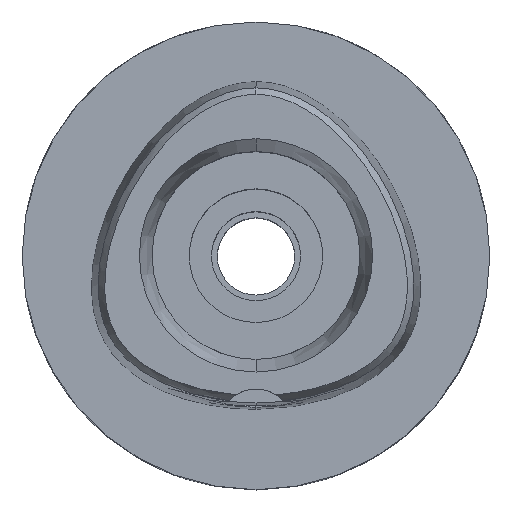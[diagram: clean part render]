
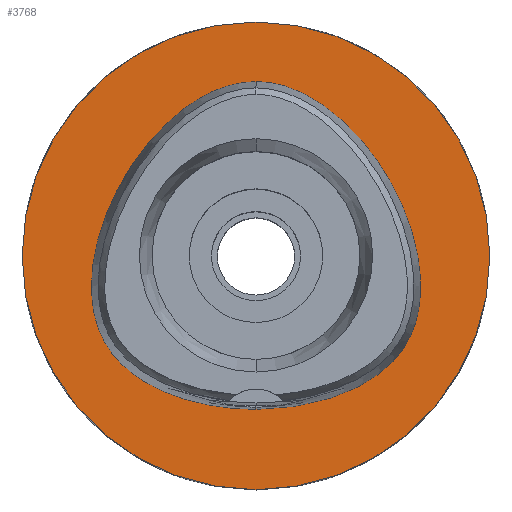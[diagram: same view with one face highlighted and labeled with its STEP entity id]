
A CAD part, top view. The second image highlights one B-rep face of the part: STEP entity #3768.
In plain terms, the highlighted planar face has unit normal (0, 0, 1).
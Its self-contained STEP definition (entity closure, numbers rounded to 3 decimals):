
#7 = VERTEX_POINT ( 'NONE', #3811 ) ;
#34 = CARTESIAN_POINT ( 'NONE',  ( -16.959, -15.678, 0. ) ) ;
#111 = CARTESIAN_POINT ( 'NONE',  ( -20.35, -11.749, 0. ) ) ;
#113 = DIRECTION ( 'NONE',  ( 0., 0., -1. ) ) ;
#119 = B_SPLINE_CURVE_WITH_KNOTS ( 'NONE', 3,
 ( #2642, #2214, #3771, #260, #1827, #3382, #4948, #1449, #4175, #671, #4971, #4197, #694, #2238, #1470, #3797, #2259, #282, #1849, #4588, #3818, #4998, #3055 ),
 .UNSPECIFIED., .F., .F.,
 ( 4, 1, 1, 1, 1, 1, 1, 1, 1, 1, 1, 1, 1, 1, 1, 1, 1, 1, 1, 1, 4 ),
 ( 0., 0.083, 0.167, 0.208, 0.25, 0.292, 0.313, 0.333, 0.354, 0.375, 0.417, 0.458, 0.5, 0.583, 0.667, 0.75, 0.833, 0.875, 0.917, 0.958, 1. ),
 .UNSPECIFIED. ) ;
#224 = DIRECTION ( 'NONE',  ( 0., 0., -1. ) ) ;
#260 = CARTESIAN_POINT ( 'NONE',  ( 11.233, -18.893, 0. ) ) ;
#282 = CARTESIAN_POINT ( 'NONE',  ( 10.746, 19.174, 0. ) ) ;
#298 = EDGE_LOOP ( 'NONE', ( #859, #1556 ) ) ;
#330 = FACE_BOUND ( 'NONE', #4058, .T. ) ;
#420 = CARTESIAN_POINT ( 'NONE',  ( -18.068, 10.432, 0. ) ) ;
#441 = CARTESIAN_POINT ( 'NONE',  ( -0.855, 23.475, 0. ) ) ;
#560 = AXIS2_PLACEMENT_3D ( 'NONE', #3100, #3504, #3169 ) ;
#642 = CARTESIAN_POINT ( 'NONE',  ( 0., 23.475, 0. ) ) ;
#671 = CARTESIAN_POINT ( 'NONE',  ( 20.932, -10.604, 0. ) ) ;
#694 = CARTESIAN_POINT ( 'NONE',  ( 22.245, -4.1, 0. ) ) ;
#710 = VERTEX_POINT ( 'NONE', #4251 ) ;
#764 = VERTEX_POINT ( 'NONE', #642 ) ;
#771 = EDGE_CURVE ( 'NONE', #7, #764, #119, .T. ) ;
#785 = CARTESIAN_POINT ( 'NONE',  ( -14.673, -17.214, 0. ) ) ;
#813 = CARTESIAN_POINT ( 'NONE',  ( -11.233, -18.893, 0. ) ) ;
#816 = AXIS2_PLACEMENT_3D ( 'NONE', #2414, #113, #1680 ) ;
#828 = EDGE_CURVE ( 'NONE', #2995, #710, #3259, .T. ) ;
#859 = ORIENTED_EDGE ( 'NONE', *, *, #828, .F. ) ;
#1017 = PLANE ( 'NONE',  #1875 ) ;
#1071 = EDGE_CURVE ( 'NONE', #710, #2995, #2686, .T. ) ;
#1183 = CARTESIAN_POINT ( 'NONE',  ( -19.649, -12.825, 0. ) ) ;
#1256 = CARTESIAN_POINT ( 'NONE',  ( -20.749, 4.657, 0. ) ) ;
#1342 = ORIENTED_EDGE ( 'NONE', *, *, #771, .F. ) ;
#1449 = CARTESIAN_POINT ( 'NONE',  ( 19.649, -12.825, 0. ) ) ;
#1470 = CARTESIAN_POINT ( 'NONE',  ( 20.749, 4.657, 0. ) ) ;
#1556 = ORIENTED_EDGE ( 'NONE', *, *, #1071, .F. ) ;
#1680 = DIRECTION ( 'NONE',  ( 0., -1., 0. ) ) ;
#1827 = CARTESIAN_POINT ( 'NONE',  ( 14.673, -17.214, 0. ) ) ;
#1849 = CARTESIAN_POINT ( 'NONE',  ( 7.571, 21.315, 0. ) ) ;
#1875 = AXIS2_PLACEMENT_3D ( 'NONE', #3425, #224, #1898 ) ;
#1898 = DIRECTION ( 'NONE',  ( 0., -1., 0. ) ) ;
#1963 = CARTESIAN_POINT ( 'NONE',  ( -22.057, -6.848, 0. ) ) ;
#2035 = CARTESIAN_POINT ( 'NONE',  ( -20.932, -10.604, 0. ) ) ;
#2214 = CARTESIAN_POINT ( 'NONE',  ( 2.114, -20.675, 0. ) ) ;
#2238 = CARTESIAN_POINT ( 'NONE',  ( 21.978, -0.281, 0. ) ) ;
#2259 = CARTESIAN_POINT ( 'NONE',  ( 14.408, 15.641, 0. ) ) ;
#2276 = FACE_OUTER_BOUND ( 'NONE', #298, .T. ) ;
#2344 = CARTESIAN_POINT ( 'NONE',  ( -2.114, -20.675, 0. ) ) ;
#2371 = CARTESIAN_POINT ( 'NONE',  ( -5.098, 22.526, 0. ) ) ;
#2414 = CARTESIAN_POINT ( 'NONE',  ( 0., 0., 0. ) ) ;
#2642 = CARTESIAN_POINT ( 'NONE',  ( 0., -20.675, 0. ) ) ;
#2686 = CIRCLE ( 'NONE', #816, 31.5 ) ;
#2728 = CARTESIAN_POINT ( 'NONE',  ( -2.565, 23.293, 0. ) ) ;
#2798 = CARTESIAN_POINT ( 'NONE',  ( -22.245, -4.1, 0. ) ) ;
#2995 = VERTEX_POINT ( 'NONE', #4833 ) ;
#3055 = CARTESIAN_POINT ( 'NONE',  ( 0., 23.475, 0. ) ) ;
#3100 = CARTESIAN_POINT ( 'NONE',  ( 0., 0., 0. ) ) ;
#3169 = DIRECTION ( 'NONE',  ( 0., 1., 0. ) ) ;
#3259 = CIRCLE ( 'NONE', #560, 31.5 ) ;
#3382 = CARTESIAN_POINT ( 'NONE',  ( 16.959, -15.678, 0. ) ) ;
#3425 = CARTESIAN_POINT ( 'NONE',  ( 0., 0., 0. ) ) ;
#3504 = DIRECTION ( 'NONE',  ( 0., 0., -1. ) ) ;
#3540 = CARTESIAN_POINT ( 'NONE',  ( 0., 23.475, 0. ) ) ;
#3593 = CARTESIAN_POINT ( 'NONE',  ( -6.341, -20.298, 0. ) ) ;
#3621 = CARTESIAN_POINT ( 'NONE',  ( -21.978, -0.281, 0. ) ) ;
#3768 = ADVANCED_FACE ( 'NONE', ( #2276, #330 ), #1017, .F. ) ;
#3771 = CARTESIAN_POINT ( 'NONE',  ( 6.341, -20.298, 0. ) ) ;
#3797 = CARTESIAN_POINT ( 'NONE',  ( 18.068, 10.432, 0. ) ) ;
#3811 = CARTESIAN_POINT ( 'NONE',  ( 0., -20.675, 0. ) ) ;
#3818 = CARTESIAN_POINT ( 'NONE',  ( 2.565, 23.293, 0. ) ) ;
#4003 = CARTESIAN_POINT ( 'NONE',  ( -21.555, -8.996, 0. ) ) ;
#4058 = EDGE_LOOP ( 'NONE', ( #4270, #1342 ) ) ;
#4134 = B_SPLINE_CURVE_WITH_KNOTS ( 'NONE', 3,
 ( #3540, #441, #2728, #2371, #4338, #4678, #4749, #420, #1256, #3621, #2798, #1963, #4003, #2035, #111, #1183, #4772, #34, #785, #813, #3593, #2344, #4358 ),
 .UNSPECIFIED., .F., .F.,
 ( 4, 1, 1, 1, 1, 1, 1, 1, 1, 1, 1, 1, 1, 1, 1, 1, 1, 1, 1, 1, 4 ),
 ( 0., 0.042, 0.083, 0.125, 0.167, 0.25, 0.333, 0.417, 0.5, 0.542, 0.583, 0.625, 0.646, 0.667, 0.688, 0.708, 0.75, 0.792, 0.833, 0.917, 1. ),
 .UNSPECIFIED. ) ;
#4175 = CARTESIAN_POINT ( 'NONE',  ( 20.35, -11.749, 0. ) ) ;
#4197 = CARTESIAN_POINT ( 'NONE',  ( 22.057, -6.848, 0. ) ) ;
#4251 = CARTESIAN_POINT ( 'NONE',  ( 0., -31.5, 0. ) ) ;
#4270 = ORIENTED_EDGE ( 'NONE', *, *, #4747, .F. ) ;
#4338 = CARTESIAN_POINT ( 'NONE',  ( -7.571, 21.315, 0. ) ) ;
#4358 = CARTESIAN_POINT ( 'NONE',  ( 0., -20.675, 0. ) ) ;
#4588 = CARTESIAN_POINT ( 'NONE',  ( 5.098, 22.526, 0. ) ) ;
#4678 = CARTESIAN_POINT ( 'NONE',  ( -10.746, 19.174, 0. ) ) ;
#4747 = EDGE_CURVE ( 'NONE', #764, #7, #4134, .T. ) ;
#4749 = CARTESIAN_POINT ( 'NONE',  ( -14.408, 15.641, 0. ) ) ;
#4772 = CARTESIAN_POINT ( 'NONE',  ( -18.568, -14.169, 0. ) ) ;
#4833 = CARTESIAN_POINT ( 'NONE',  ( 0., 31.5, 0. ) ) ;
#4948 = CARTESIAN_POINT ( 'NONE',  ( 18.568, -14.169, 0. ) ) ;
#4971 = CARTESIAN_POINT ( 'NONE',  ( 21.555, -8.996, 0. ) ) ;
#4998 = CARTESIAN_POINT ( 'NONE',  ( 0.855, 23.475, 0. ) ) ;
